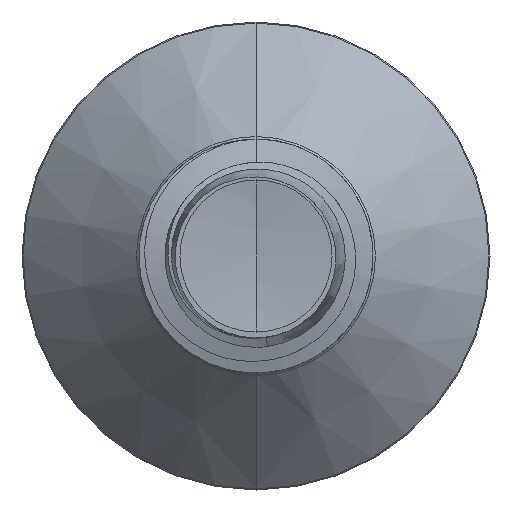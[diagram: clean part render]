
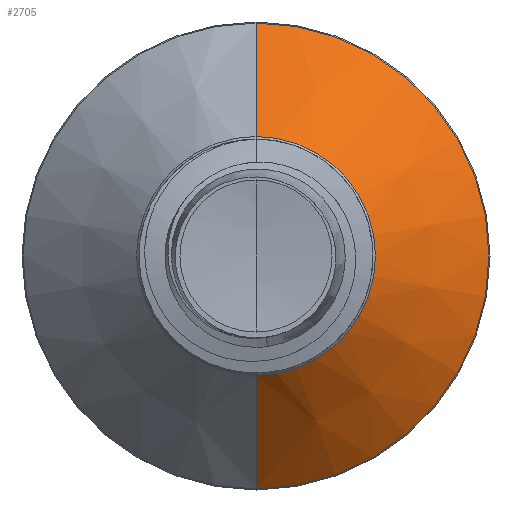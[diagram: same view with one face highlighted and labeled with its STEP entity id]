
A CAD part, front view. The second image highlights one B-rep face of the part: STEP entity #2705.
In plain terms, the highlighted conical face has half-angle 45 degrees and reference radius 2.042 mm.
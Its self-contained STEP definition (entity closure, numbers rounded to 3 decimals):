
#225 = ORIENTED_EDGE ( 'NONE', *, *, #5554, .T. ) ;
#240 = EDGE_CURVE ( 'NONE', #261, #16887, #12907, .T. ) ;
#261 = VERTEX_POINT ( 'NONE', #8197 ) ;
#673 = CONICAL_SURFACE ( 'NONE', #12406, 2.042, 0.785 ) ;
#1073 = CIRCLE ( 'NONE', #11636, 3.982 ) ;
#1082 = CARTESIAN_POINT ( 'NONE',  ( 0., 4.842, 0. ) ) ;
#1089 = FACE_OUTER_BOUND ( 'NONE', #5981, .T. ) ;
#1171 = ORIENTED_EDGE ( 'NONE', *, *, #15378, .T. ) ;
#1848 = AXIS2_PLACEMENT_3D ( 'NONE', #1082, #10325, #2422 ) ;
#2422 = DIRECTION ( 'NONE',  ( 0., 0., 1. ) ) ;
#2705 = ADVANCED_FACE ( 'NONE', ( #1089 ), #673, .T. ) ;
#3190 = VECTOR ( 'NONE', #12233, 1000. ) ;
#3709 = CARTESIAN_POINT ( 'NONE',  ( 0., 6.782, 0. ) ) ;
#4158 = ORIENTED_EDGE ( 'NONE', *, *, #8292, .F. ) ;
#5047 = DIRECTION ( 'NONE',  ( 0., 0., 1. ) ) ;
#5554 = EDGE_CURVE ( 'NONE', #7323, #11836, #16795, .T. ) ;
#5772 = CARTESIAN_POINT ( 'NONE',  ( 0., 4.842, 2.042 ) ) ;
#5981 = EDGE_LOOP ( 'NONE', ( #1171, #225, #4158, #13090 ) ) ;
#7323 = VERTEX_POINT ( 'NONE', #16972 ) ;
#7381 = DIRECTION ( 'NONE',  ( 0., 0., 1. ) ) ;
#7786 = CARTESIAN_POINT ( 'NONE',  ( 0., 4.842, -2.042 ) ) ;
#8197 = CARTESIAN_POINT ( 'NONE',  ( 0., 4.842, 2.042 ) ) ;
#8292 = EDGE_CURVE ( 'NONE', #16887, #11836, #1073, .T. ) ;
#8945 = CARTESIAN_POINT ( 'NONE',  ( 0., 6.782, 3.982 ) ) ;
#10325 = DIRECTION ( 'NONE',  ( 0., 1., 0. ) ) ;
#11636 = AXIS2_PLACEMENT_3D ( 'NONE', #3709, #12946, #5047 ) ;
#11836 = VERTEX_POINT ( 'NONE', #15040 ) ;
#12233 = DIRECTION ( 'NONE',  ( 0., 0.707, 0.707 ) ) ;
#12406 = AXIS2_PLACEMENT_3D ( 'NONE', #12409, #12695, #7381 ) ;
#12409 = CARTESIAN_POINT ( 'NONE',  ( 0., 4.842, 0. ) ) ;
#12695 = DIRECTION ( 'NONE',  ( 0., 1., 0. ) ) ;
#12894 = VECTOR ( 'NONE', #13113, 1000. ) ;
#12907 = LINE ( 'NONE', #5772, #3190 ) ;
#12946 = DIRECTION ( 'NONE',  ( 0., 1., 0. ) ) ;
#13090 = ORIENTED_EDGE ( 'NONE', *, *, #240, .F. ) ;
#13113 = DIRECTION ( 'NONE',  ( 0., 0.707, -0.707 ) ) ;
#13627 = CIRCLE ( 'NONE', #1848, 2.042 ) ;
#15040 = CARTESIAN_POINT ( 'NONE',  ( 0., 6.782, -3.982 ) ) ;
#15378 = EDGE_CURVE ( 'NONE', #261, #7323, #13627, .T. ) ;
#16795 = LINE ( 'NONE', #7786, #12894 ) ;
#16887 = VERTEX_POINT ( 'NONE', #8945 ) ;
#16972 = CARTESIAN_POINT ( 'NONE',  ( 0., 4.842, -2.042 ) ) ;
